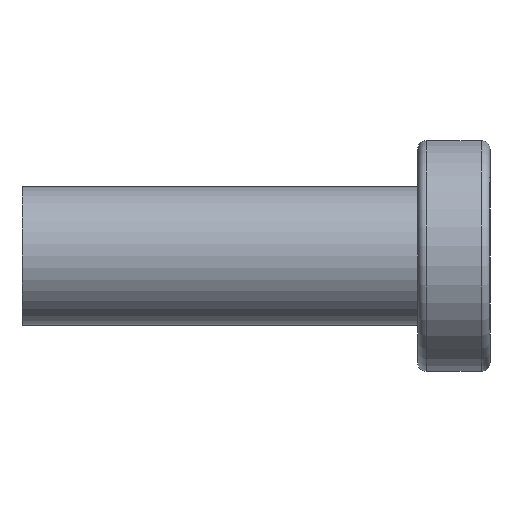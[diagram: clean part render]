
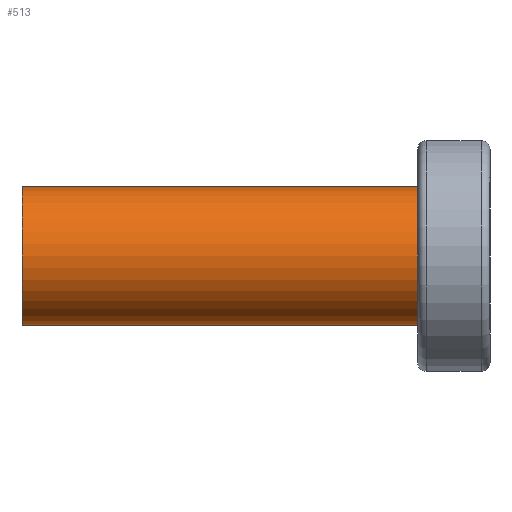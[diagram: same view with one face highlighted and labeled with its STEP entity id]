
A CAD part, left-side view. The second image highlights one B-rep face of the part: STEP entity #513.
In plain terms, the highlighted cylindrical face has radius 2.4 mm (diameter 4.8 mm), a full revolution.
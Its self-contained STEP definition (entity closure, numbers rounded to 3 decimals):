
#39=CYLINDRICAL_SURFACE('',#575,2.4);
#55=FACE_OUTER_BOUND('',#89,.T.);
#89=EDGE_LOOP('',(#371,#372,#373,#374,#375,#376));
#127=LINE('',#890,#149);
#149=VECTOR('',#689,2.4);
#175=CIRCLE('',#576,2.4);
#176=CIRCLE('',#577,2.4);
#177=CIRCLE('',#578,2.4);
#178=CIRCLE('',#579,2.4);
#233=VERTEX_POINT('',#885);
#234=VERTEX_POINT('',#886);
#235=VERTEX_POINT('',#889);
#236=VERTEX_POINT('',#891);
#285=EDGE_CURVE('',#233,#234,#175,.T.);
#286=EDGE_CURVE('',#234,#233,#176,.T.);
#287=EDGE_CURVE('',#234,#235,#127,.T.);
#288=EDGE_CURVE('',#236,#235,#177,.T.);
#289=EDGE_CURVE('',#235,#236,#178,.T.);
#371=ORIENTED_EDGE('',*,*,#285,.F.);
#372=ORIENTED_EDGE('',*,*,#286,.F.);
#373=ORIENTED_EDGE('',*,*,#287,.T.);
#374=ORIENTED_EDGE('',*,*,#288,.F.);
#375=ORIENTED_EDGE('',*,*,#289,.F.);
#376=ORIENTED_EDGE('',*,*,#287,.F.);
#513=ADVANCED_FACE('',(#55),#39,.T.);
#575=AXIS2_PLACEMENT_3D('',#884,#683,#684);
#576=AXIS2_PLACEMENT_3D('',#887,#685,#686);
#577=AXIS2_PLACEMENT_3D('',#888,#687,#688);
#578=AXIS2_PLACEMENT_3D('',#892,#690,#691);
#579=AXIS2_PLACEMENT_3D('',#893,#692,#693);
#683=DIRECTION('center_axis',(0.,1.,0.));
#684=DIRECTION('ref_axis',(1.,0.,0.));
#685=DIRECTION('center_axis',(0.,1.,0.));
#686=DIRECTION('ref_axis',(1.,0.,0.));
#687=DIRECTION('center_axis',(0.,1.,0.));
#688=DIRECTION('ref_axis',(1.,0.,0.));
#689=DIRECTION('',(0.,-1.,0.));
#690=DIRECTION('center_axis',(0.,-1.,0.));
#691=DIRECTION('ref_axis',(1.,0.,0.));
#692=DIRECTION('center_axis',(0.,-1.,0.));
#693=DIRECTION('ref_axis',(1.,0.,0.));
#884=CARTESIAN_POINT('Origin',(0.,2.5,0.));
#885=CARTESIAN_POINT('',(2.4,16.2,0.));
#886=CARTESIAN_POINT('',(-2.4,16.2,0.));
#887=CARTESIAN_POINT('Origin',(0.,16.2,0.));
#888=CARTESIAN_POINT('Origin',(0.,16.2,0.));
#889=CARTESIAN_POINT('',(-2.4,2.5,0.));
#890=CARTESIAN_POINT('',(-2.4,2.5,0.));
#891=CARTESIAN_POINT('',(2.4,2.5,0.));
#892=CARTESIAN_POINT('Origin',(0.,2.5,0.));
#893=CARTESIAN_POINT('Origin',(0.,2.5,0.));
